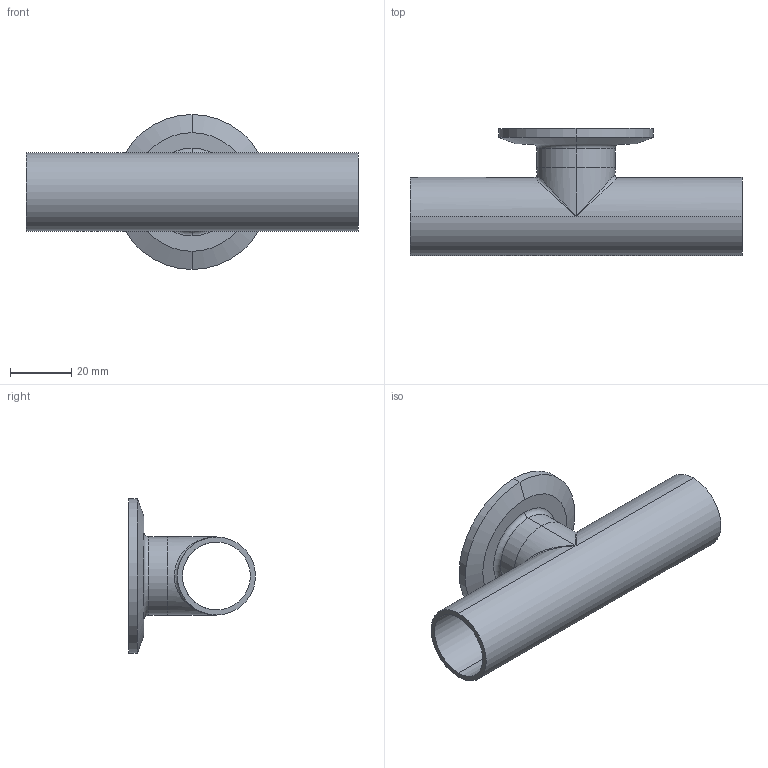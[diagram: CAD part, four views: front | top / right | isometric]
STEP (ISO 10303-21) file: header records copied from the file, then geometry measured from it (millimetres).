
FILE_DESCRIPTION (( 'STEP AP214' ), '1' );
FILE_NAME ('DT15 25.4 B.STEP', '2014-03-17T01:36:34', ( '' ), ( '' ), 'SwSTEP 2.0', 'SolidWorks 2013', '' );
FILE_SCHEMA (( 'AUTOMOTIVE_DESIGN' ));
Length unit declared in the file: inch
Products named in the file (3): DT15 25.4 B; 15 25.4; DT15 25.4
Assembly tree (2 placements, depth 2):
  DT15 25.4 B
    DT15 25.4
    15 25.4
Bounding box: 108 x 41.3 x 50.4 mm (x, y, z)
Volume: 20998.7 mm3; surface area: 21916.1 mm2
Topology: 2 solids, 2 shells, 43 faces, 92 edges, 46 vertices
Faces by surface type: cylinder 16, torus 10, plane 7, cone 6, bspline 4
Entity records: 1614 total; most frequent: CARTESIAN_POINT 606, DIRECTION 216, ORIENTED_EDGE 168, AXIS2_PLACEMENT_3D 96, EDGE_CURVE 84, CIRCLE 52, EDGE_LOOP 50, VERTEX_POINT 46
